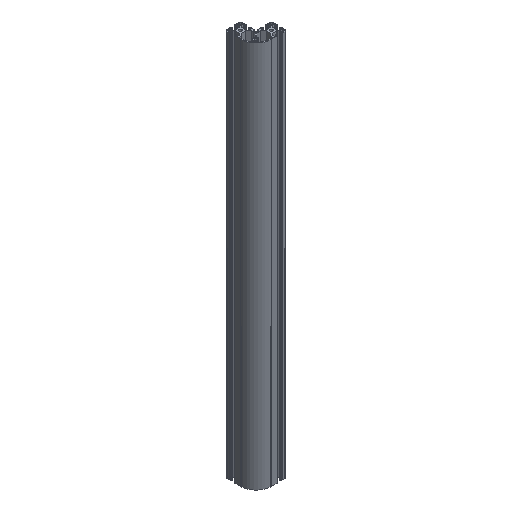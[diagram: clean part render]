
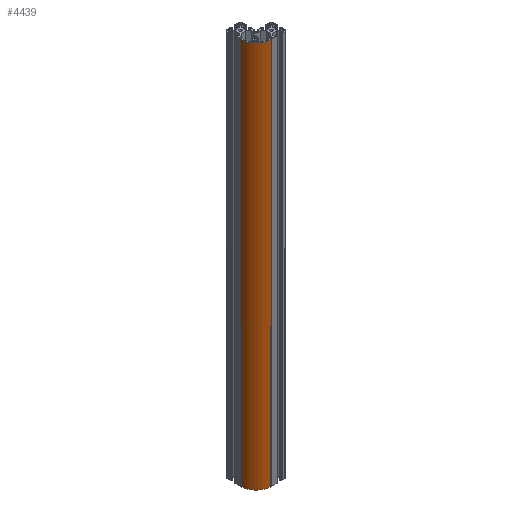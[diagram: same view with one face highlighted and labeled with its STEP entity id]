
A CAD part, isometric view. The second image highlights one B-rep face of the part: STEP entity #4439.
In plain terms, the highlighted cylindrical face has radius 40 mm (diameter 80 mm), a partial arc.
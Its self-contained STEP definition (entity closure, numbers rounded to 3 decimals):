
#146 = CARTESIAN_POINT ( 'NONE',  ( 20., -60., 1000. ) ) ;
#570 = CARTESIAN_POINT ( 'NONE',  ( 20., -20., 1000. ) ) ;
#728 = CARTESIAN_POINT ( 'NONE',  ( 20., -60., 0. ) ) ;
#1227 = VERTEX_POINT ( 'NONE', #1595 ) ;
#1239 = ORIENTED_EDGE ( 'NONE', *, *, #9558, .T. ) ;
#1327 = VERTEX_POINT ( 'NONE', #728 ) ;
#1551 = VECTOR ( 'NONE', #7379, 1000. ) ;
#1595 = CARTESIAN_POINT ( 'NONE',  ( -20., -20., 1000. ) ) ;
#1610 = DIRECTION ( 'NONE',  ( 1., 0., 0. ) ) ;
#1881 = CARTESIAN_POINT ( 'NONE',  ( -20., -20., 1000. ) ) ;
#2142 = FACE_OUTER_BOUND ( 'NONE', #9778, .T. ) ;
#2217 = EDGE_CURVE ( 'NONE', #7750, #1327, #3965, .T. ) ;
#2354 = VERTEX_POINT ( 'NONE', #8132 ) ;
#2559 = CARTESIAN_POINT ( 'NONE',  ( 20., -20., 0. ) ) ;
#2590 = LINE ( 'NONE', #1881, #1551 ) ;
#3245 = DIRECTION ( 'NONE',  ( 0., 0., -1. ) ) ;
#3287 = CARTESIAN_POINT ( 'NONE',  ( 20., -20., 1000. ) ) ;
#3572 = DIRECTION ( 'NONE',  ( 0., 0., -1. ) ) ;
#3965 = LINE ( 'NONE', #146, #9838 ) ;
#4439 = ADVANCED_FACE ( 'NONE', ( #2142 ), #9876, .T. ) ;
#5533 = CIRCLE ( 'NONE', #5699, 40. ) ;
#5699 = AXIS2_PLACEMENT_3D ( 'NONE', #3287, #6952, #1610 ) ;
#5854 = ORIENTED_EDGE ( 'NONE', *, *, #2217, .F. ) ;
#6342 = EDGE_CURVE ( 'NONE', #2354, #1327, #8154, .T. ) ;
#6420 = DIRECTION ( 'NONE',  ( 1., 0., 0. ) ) ;
#6952 = DIRECTION ( 'NONE',  ( 0., 0., 1. ) ) ;
#7083 = EDGE_CURVE ( 'NONE', #1227, #7750, #5533, .T. ) ;
#7379 = DIRECTION ( 'NONE',  ( 0., 0., -1. ) ) ;
#7595 = DIRECTION ( 'NONE',  ( -1., 0., 0. ) ) ;
#7750 = VERTEX_POINT ( 'NONE', #8346 ) ;
#7871 = ORIENTED_EDGE ( 'NONE', *, *, #7083, .F. ) ;
#8031 = AXIS2_PLACEMENT_3D ( 'NONE', #570, #3572, #7595 ) ;
#8132 = CARTESIAN_POINT ( 'NONE',  ( -20., -20., 0. ) ) ;
#8154 = CIRCLE ( 'NONE', #9928, 40. ) ;
#8186 = ORIENTED_EDGE ( 'NONE', *, *, #6342, .T. ) ;
#8346 = CARTESIAN_POINT ( 'NONE',  ( 20., -60., 1000. ) ) ;
#9485 = DIRECTION ( 'NONE',  ( 0., 0., 1. ) ) ;
#9558 = EDGE_CURVE ( 'NONE', #1227, #2354, #2590, .T. ) ;
#9778 = EDGE_LOOP ( 'NONE', ( #8186, #5854, #7871, #1239 ) ) ;
#9838 = VECTOR ( 'NONE', #3245, 1000. ) ;
#9876 = CYLINDRICAL_SURFACE ( 'NONE', #8031, 40. ) ;
#9928 = AXIS2_PLACEMENT_3D ( 'NONE', #2559, #9485, #6420 ) ;
